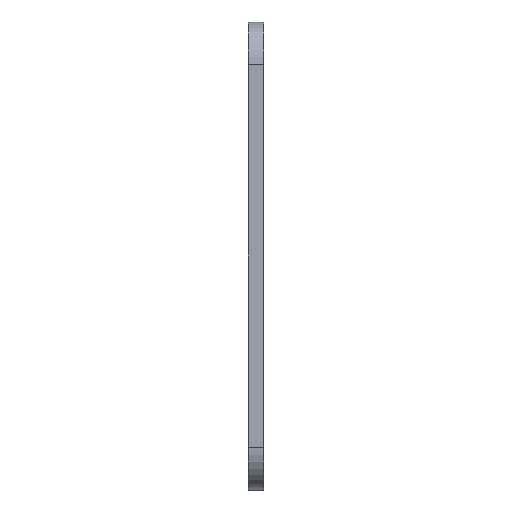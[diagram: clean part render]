
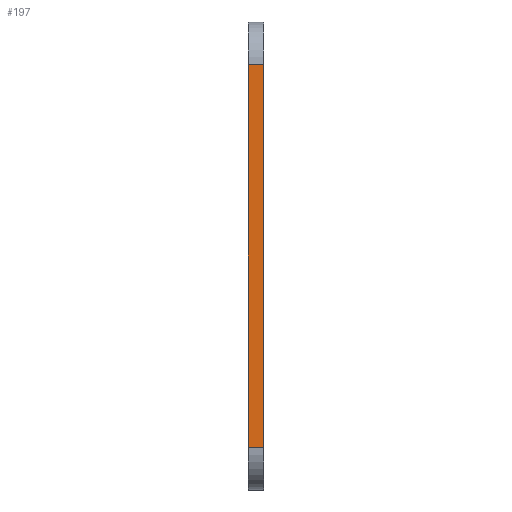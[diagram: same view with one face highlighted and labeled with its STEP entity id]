
A CAD part, left-side view. The second image highlights one B-rep face of the part: STEP entity #197.
In plain terms, the highlighted planar face has unit normal (-1, 0, 0).
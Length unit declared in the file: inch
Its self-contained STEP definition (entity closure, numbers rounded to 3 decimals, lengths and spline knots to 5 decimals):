
#8 = CARTESIAN_POINT ( 'NONE',  ( -5.5, 0., 4.5 ) ) ;
#63 = LINE ( 'NONE', #1242, #547 ) ;
#154 = CARTESIAN_POINT ( 'NONE',  ( -5.5, 0.375, 4.5 ) ) ;
#155 = AXIS2_PLACEMENT_3D ( 'NONE', #915, #327, #792 ) ;
#173 = VERTEX_POINT ( 'NONE', #567 ) ;
#197 = ADVANCED_FACE ( 'NONE', ( #922 ), #1405, .F. ) ;
#209 = CARTESIAN_POINT ( 'NONE',  ( -5.5, 0.375, 4.5 ) ) ;
#218 = LINE ( 'NONE', #1549, #528 ) ;
#270 = ORIENTED_EDGE ( 'NONE', *, *, #921, .T. ) ;
#287 = ORIENTED_EDGE ( 'NONE', *, *, #643, .F. ) ;
#327 = DIRECTION ( 'NONE',  ( 1., 0., 0. ) ) ;
#452 = EDGE_LOOP ( 'NONE', ( #841, #287, #1362, #270 ) ) ;
#479 = LINE ( 'NONE', #154, #501 ) ;
#501 = VECTOR ( 'NONE', #970, 39.37008 ) ;
#528 = VECTOR ( 'NONE', #1165, 39.37008 ) ;
#547 = VECTOR ( 'NONE', #747, 39.37008 ) ;
#567 = CARTESIAN_POINT ( 'NONE',  ( -5.5, 0.375, 4.5 ) ) ;
#643 = EDGE_CURVE ( 'NONE', #173, #1063, #479, .T. ) ;
#734 = VECTOR ( 'NONE', #1306, 39.37008 ) ;
#747 = DIRECTION ( 'NONE',  ( 0., 0., 1. ) ) ;
#792 = DIRECTION ( 'NONE',  ( 0., 0., -1. ) ) ;
#841 = ORIENTED_EDGE ( 'NONE', *, *, #1319, .T. ) ;
#915 = CARTESIAN_POINT ( 'NONE',  ( -5.5, 0.375, 4.5 ) ) ;
#921 = EDGE_CURVE ( 'NONE', #1270, #1339, #218, .T. ) ;
#922 = FACE_OUTER_BOUND ( 'NONE', #452, .T. ) ;
#944 = EDGE_CURVE ( 'NONE', #1270, #173, #1298, .T. ) ;
#970 = DIRECTION ( 'NONE',  ( 0., -1., 0. ) ) ;
#1063 = VERTEX_POINT ( 'NONE', #8 ) ;
#1165 = DIRECTION ( 'NONE',  ( 0., -1., 0. ) ) ;
#1242 = CARTESIAN_POINT ( 'NONE',  ( -5.5, 0., 4.5 ) ) ;
#1270 = VERTEX_POINT ( 'NONE', #1487 ) ;
#1298 = LINE ( 'NONE', #209, #734 ) ;
#1306 = DIRECTION ( 'NONE',  ( 0., 0., 1. ) ) ;
#1319 = EDGE_CURVE ( 'NONE', #1339, #1063, #63, .T. ) ;
#1339 = VERTEX_POINT ( 'NONE', #1513 ) ;
#1362 = ORIENTED_EDGE ( 'NONE', *, *, #944, .F. ) ;
#1405 = PLANE ( 'NONE',  #155 ) ;
#1487 = CARTESIAN_POINT ( 'NONE',  ( -5.5, 0.375, -4.5 ) ) ;
#1513 = CARTESIAN_POINT ( 'NONE',  ( -5.5, 0., -4.5 ) ) ;
#1549 = CARTESIAN_POINT ( 'NONE',  ( -5.5, 0.375, -4.5 ) ) ;
